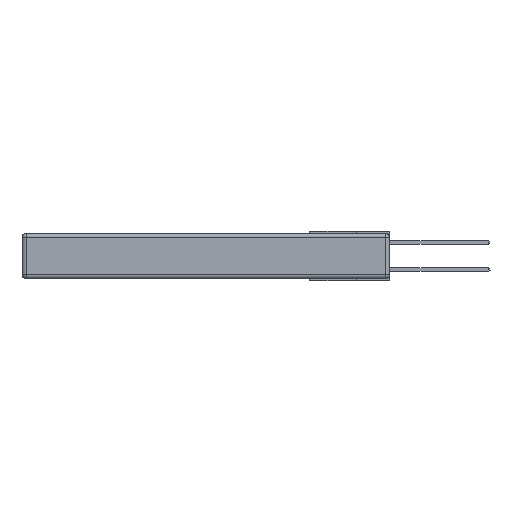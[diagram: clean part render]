
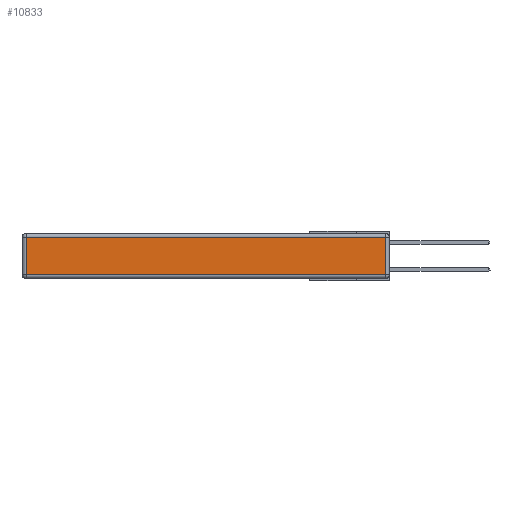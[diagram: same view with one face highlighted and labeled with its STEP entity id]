
A CAD part, left-side view. The second image highlights one B-rep face of the part: STEP entity #10833.
In plain terms, the highlighted planar face has unit normal (-1, 0, 0).
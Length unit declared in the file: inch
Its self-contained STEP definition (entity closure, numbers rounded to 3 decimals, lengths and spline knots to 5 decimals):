
#578 = LINE ( 'NONE', #8761, #12701 ) ;
#644 = CARTESIAN_POINT ( 'NONE',  ( 0., 0.03, -0.313 ) ) ;
#1927 = VECTOR ( 'NONE', #15031, 39.37008 ) ;
#2128 = LINE ( 'NONE', #10214, #18970 ) ;
#2217 = CARTESIAN_POINT ( 'NONE',  ( 0., 0.03, -0.03 ) ) ;
#3179 = CARTESIAN_POINT ( 'NONE',  ( 0., 2.72, -0.313 ) ) ;
#3458 = DIRECTION ( 'NONE',  ( 0., 1., 0. ) ) ;
#3652 = VERTEX_POINT ( 'NONE', #2217 ) ;
#3912 = LINE ( 'NONE', #15238, #1927 ) ;
#4324 = DIRECTION ( 'NONE',  ( 0., 0., 1. ) ) ;
#5133 = CARTESIAN_POINT ( 'NONE',  ( 0., 2.72, -0.03 ) ) ;
#6268 = DIRECTION ( 'NONE',  ( 0., 0., 1. ) ) ;
#6713 = CARTESIAN_POINT ( 'NONE',  ( 0., 2.75, -0.03 ) ) ;
#7438 = EDGE_LOOP ( 'NONE', ( #9897, #11285, #14620, #11200 ) ) ;
#7768 = CARTESIAN_POINT ( 'NONE',  ( 0., 0., -0.343 ) ) ;
#7797 = EDGE_CURVE ( 'NONE', #9238, #3652, #578, .T. ) ;
#8559 = VECTOR ( 'NONE', #3458, 39.37008 ) ;
#8761 = CARTESIAN_POINT ( 'NONE',  ( 0., 0.03, -0.343 ) ) ;
#9238 = VERTEX_POINT ( 'NONE', #644 ) ;
#9742 = EDGE_CURVE ( 'NONE', #3652, #16465, #10073, .T. ) ;
#9897 = ORIENTED_EDGE ( 'NONE', *, *, #19923, .T. ) ;
#10073 = LINE ( 'NONE', #6713, #8559 ) ;
#10214 = CARTESIAN_POINT ( 'NONE',  ( 0., 2.72, -0.343 ) ) ;
#10833 = ADVANCED_FACE ( 'NONE', ( #18180 ), #17133, .T. ) ;
#11200 = ORIENTED_EDGE ( 'NONE', *, *, #15800, .T. ) ;
#11285 = ORIENTED_EDGE ( 'NONE', *, *, #7797, .T. ) ;
#12701 = VECTOR ( 'NONE', #4324, 39.37008 ) ;
#14620 = ORIENTED_EDGE ( 'NONE', *, *, #9742, .T. ) ;
#15031 = DIRECTION ( 'NONE',  ( 0., -1., 0. ) ) ;
#15238 = CARTESIAN_POINT ( 'NONE',  ( 0., 0., -0.313 ) ) ;
#15678 = DIRECTION ( 'NONE',  ( -1., 0., 0. ) ) ;
#15800 = EDGE_CURVE ( 'NONE', #16465, #20195, #2128, .T. ) ;
#16349 = AXIS2_PLACEMENT_3D ( 'NONE', #7768, #15678, #6268 ) ;
#16440 = DIRECTION ( 'NONE',  ( 0., 0., -1. ) ) ;
#16465 = VERTEX_POINT ( 'NONE', #5133 ) ;
#17133 = PLANE ( 'NONE',  #16349 ) ;
#18180 = FACE_OUTER_BOUND ( 'NONE', #7438, .T. ) ;
#18970 = VECTOR ( 'NONE', #16440, 39.37008 ) ;
#19923 = EDGE_CURVE ( 'NONE', #20195, #9238, #3912, .T. ) ;
#20195 = VERTEX_POINT ( 'NONE', #3179 ) ;
